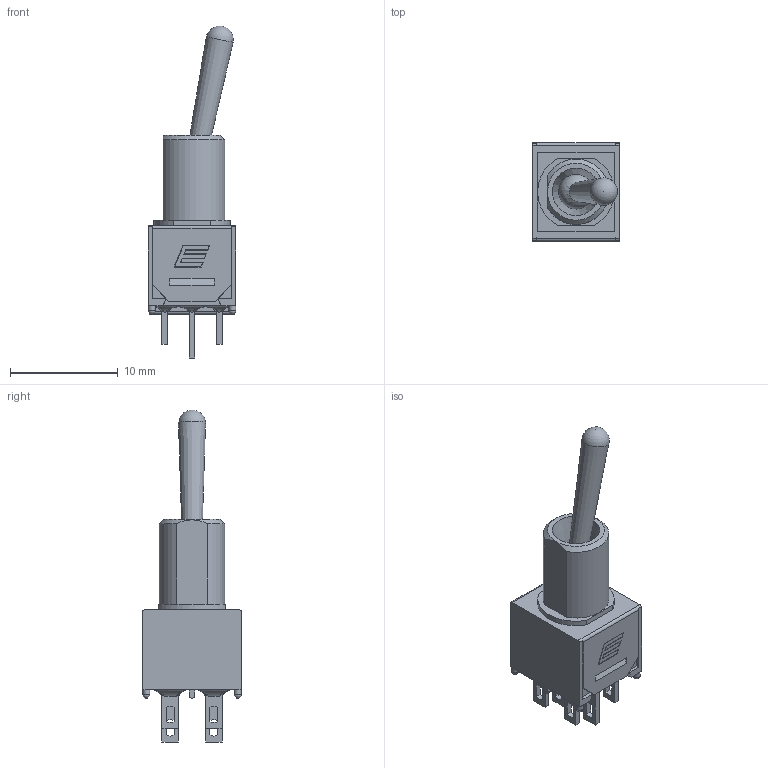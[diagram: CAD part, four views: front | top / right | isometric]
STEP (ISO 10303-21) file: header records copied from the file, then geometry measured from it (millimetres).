
FILE_DESCRIPTION((' '),'2;1');
FILE_NAME('200MDPxT4B5M1xE.stp','2017-07-26T10:49:58',(' '),(' '),' ','ACIS',' ');
FILE_SCHEMA(('CONFIG_CONTROL_DESIGN'));
Length unit declared in the file: inch
Products named in the file (1): 200MDPxT4B5M1xE.stp
Bounding box: 8.13 x 9.14 x 30.83 mm (x, y, z)
Volume: 473.5 mm3; surface area: 1200.5 mm2
Topology: 2 solids, 3 shells, 206 faces, 563 edges, 367 vertices
Faces by surface type: plane 146, cylinder 35, bspline 16, sphere 6, cone 3
Full cylindrical faces by diameter (mm): 0.65 x4, 3.25 x1
Entity records: 8522 total; most frequent: CARTESIAN_POINT 3414, ORIENTED_EDGE 1080, DIRECTION 931, EDGE_CURVE 540, VECTOR 391, LINE 391, VERTEX_POINT 358, AXIS2_PLACEMENT_3D 270
